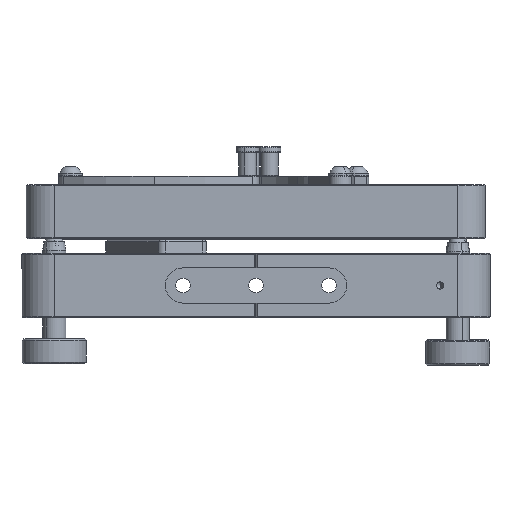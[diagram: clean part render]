
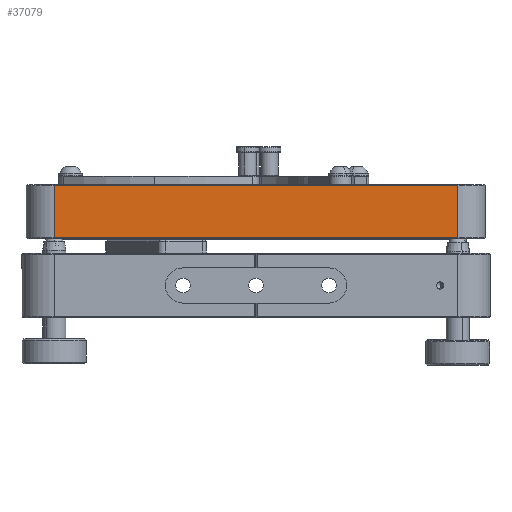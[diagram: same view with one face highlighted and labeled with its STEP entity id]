
A CAD part, front view. The second image highlights one B-rep face of the part: STEP entity #37079.
In plain terms, the highlighted planar face has unit normal (0, -1, 0).
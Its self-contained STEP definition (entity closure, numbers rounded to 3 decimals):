
#1957 = PLANE ( 'NONE',  #40551 ) ;
#4605 = ORIENTED_EDGE ( 'NONE', *, *, #5000, .T. ) ;
#5000 = EDGE_CURVE ( 'NONE', #36573, #26261, #7869, .T. ) ;
#7793 = EDGE_CURVE ( 'NONE', #31090, #21911, #39342, .T. ) ;
#7869 = LINE ( 'NONE', #13150, #19826 ) ;
#9469 = CARTESIAN_POINT ( 'NONE',  ( -45.633, -60.785, 83.586 ) ) ;
#9793 = EDGE_CURVE ( 'NONE', #26261, #31090, #24884, .T. ) ;
#9951 = EDGE_LOOP ( 'NONE', ( #4605, #14000, #20048, #25571 ) ) ;
#10841 = CARTESIAN_POINT ( 'NONE',  ( 101.867, -60.785, 101.486 ) ) ;
#10963 = FACE_OUTER_BOUND ( 'NONE', #9951, .T. ) ;
#11765 = DIRECTION ( 'NONE',  ( 1., 0., 0. ) ) ;
#13150 = CARTESIAN_POINT ( 'NONE',  ( -36.133, -60.785, 101.736 ) ) ;
#14000 = ORIENTED_EDGE ( 'NONE', *, *, #9793, .T. ) ;
#15160 = CARTESIAN_POINT ( 'NONE',  ( -36.133, -60.785, 101.486 ) ) ;
#15750 = VECTOR ( 'NONE', #11765, 1000. ) ;
#16454 = DIRECTION ( 'NONE',  ( 0., 0., 1. ) ) ;
#16490 = DIRECTION ( 'NONE',  ( 0., 0., -1. ) ) ;
#17841 = VECTOR ( 'NONE', #28634, 1000. ) ;
#19826 = VECTOR ( 'NONE', #16490, 1000. ) ;
#20048 = ORIENTED_EDGE ( 'NONE', *, *, #7793, .T. ) ;
#21911 = VERTEX_POINT ( 'NONE', #10841 ) ;
#24884 = LINE ( 'NONE', #9469, #15750 ) ;
#25571 = ORIENTED_EDGE ( 'NONE', *, *, #28667, .T. ) ;
#25838 = CARTESIAN_POINT ( 'NONE',  ( 101.867, -60.785, 101.736 ) ) ;
#26261 = VERTEX_POINT ( 'NONE', #30270 ) ;
#27416 = DIRECTION ( 'NONE',  ( 0., 0., -1. ) ) ;
#28293 = CARTESIAN_POINT ( 'NONE',  ( 101.867, -60.785, 83.586 ) ) ;
#28634 = DIRECTION ( 'NONE',  ( -1., 0., 0. ) ) ;
#28667 = EDGE_CURVE ( 'NONE', #21911, #36573, #37180, .T. ) ;
#29650 = VECTOR ( 'NONE', #16454, 1000. ) ;
#30270 = CARTESIAN_POINT ( 'NONE',  ( -36.133, -60.785, 83.586 ) ) ;
#30344 = CARTESIAN_POINT ( 'NONE',  ( -45.633, -60.785, 101.736 ) ) ;
#31090 = VERTEX_POINT ( 'NONE', #28293 ) ;
#33637 = DIRECTION ( 'NONE',  ( 0., 1., 0. ) ) ;
#34240 = CARTESIAN_POINT ( 'NONE',  ( -36.133, -60.785, 101.486 ) ) ;
#36573 = VERTEX_POINT ( 'NONE', #15160 ) ;
#37079 = ADVANCED_FACE ( 'NONE', ( #10963 ), #1957, .F. ) ;
#37180 = LINE ( 'NONE', #34240, #17841 ) ;
#39342 = LINE ( 'NONE', #25838, #29650 ) ;
#40551 = AXIS2_PLACEMENT_3D ( 'NONE', #30344, #33637, #27416 ) ;
